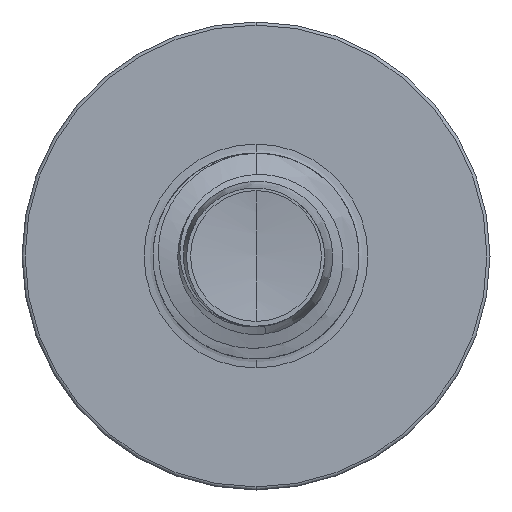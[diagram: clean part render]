
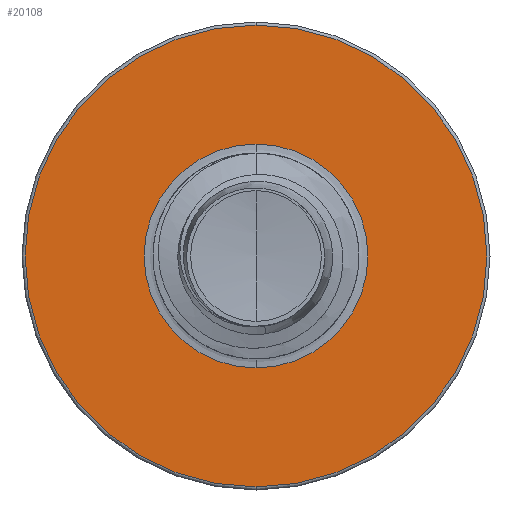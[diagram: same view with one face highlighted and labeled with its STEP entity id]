
A CAD part, front view. The second image highlights one B-rep face of the part: STEP entity #20108.
In plain terms, the highlighted planar face has unit normal (0, -1, 0).
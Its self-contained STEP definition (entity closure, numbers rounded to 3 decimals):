
#193 = CARTESIAN_POINT ( 'NONE',  ( 0., 7.5, -1.196 ) ) ;
#883 = ORIENTED_EDGE ( 'NONE', *, *, #20959, .T. ) ;
#2223 = CIRCLE ( 'NONE', #22211, 2.467 ) ;
#2458 = AXIS2_PLACEMENT_3D ( 'NONE', #7190, #7147, #7142 ) ;
#2596 = DIRECTION ( 'NONE',  ( 0., 0., 1. ) ) ;
#2606 = DIRECTION ( 'NONE',  ( 0., 1., 0. ) ) ;
#2893 = CARTESIAN_POINT ( 'NONE',  ( 0., 7.5, -1.196 ) ) ;
#3028 = PLANE ( 'NONE',  #9563 ) ;
#6277 = AXIS2_PLACEMENT_3D ( 'NONE', #11966, #11927, #11881 ) ;
#6805 = DIRECTION ( 'NONE',  ( 0., 0., 1. ) ) ;
#6837 = DIRECTION ( 'NONE',  ( 0., 1., 0. ) ) ;
#6922 = CARTESIAN_POINT ( 'NONE',  ( 0., 7.5, 0. ) ) ;
#7142 = DIRECTION ( 'NONE',  ( 0., 0., 1. ) ) ;
#7147 = DIRECTION ( 'NONE',  ( 0., 1., 0. ) ) ;
#7190 = CARTESIAN_POINT ( 'NONE',  ( 0., 7.5, 0. ) ) ;
#7375 = AXIS2_PLACEMENT_3D ( 'NONE', #6922, #6837, #6805 ) ;
#7710 = CARTESIAN_POINT ( 'NONE',  ( 0., 7.5, 1.196 ) ) ;
#8350 = ORIENTED_EDGE ( 'NONE', *, *, #20396, .F. ) ;
#9563 = AXIS2_PLACEMENT_3D ( 'NONE', #2893, #2606, #2596 ) ;
#9903 = FACE_OUTER_BOUND ( 'NONE', #19237, .T. ) ;
#11117 = CIRCLE ( 'NONE', #6277, 1.196 ) ;
#11881 = DIRECTION ( 'NONE',  ( 0., 0., 1. ) ) ;
#11893 = CARTESIAN_POINT ( 'NONE',  ( 0., 7.5, -2.467 ) ) ;
#11927 = DIRECTION ( 'NONE',  ( 0., 1., 0. ) ) ;
#11966 = CARTESIAN_POINT ( 'NONE',  ( 0., 7.5, 0. ) ) ;
#13571 = VERTEX_POINT ( 'NONE', #15649 ) ;
#14466 = CIRCLE ( 'NONE', #2458, 1.196 ) ;
#15649 = CARTESIAN_POINT ( 'NONE',  ( 0., 7.5, 2.467 ) ) ;
#16452 = DIRECTION ( 'NONE',  ( 0., 0., 1. ) ) ;
#16461 = DIRECTION ( 'NONE',  ( 0., 1., 0. ) ) ;
#16512 = CARTESIAN_POINT ( 'NONE',  ( 0., 7.5, 0. ) ) ;
#17647 = ORIENTED_EDGE ( 'NONE', *, *, #20711, .F. ) ;
#19237 = EDGE_LOOP ( 'NONE', ( #17647, #8350 ) ) ;
#19499 = ORIENTED_EDGE ( 'NONE', *, *, #21811, .T. ) ;
#19692 = VERTEX_POINT ( 'NONE', #7710 ) ;
#20108 = ADVANCED_FACE ( 'NONE', ( #9903, #21988 ), #3028, .F. ) ;
#20396 = EDGE_CURVE ( 'NONE', #22846, #13571, #2223, .T. ) ;
#20711 = EDGE_CURVE ( 'NONE', #13571, #22846, #21751, .T. ) ;
#20959 = EDGE_CURVE ( 'NONE', #23143, #19692, #11117, .T. ) ;
#21751 = CIRCLE ( 'NONE', #7375, 2.467 ) ;
#21811 = EDGE_CURVE ( 'NONE', #19692, #23143, #14466, .T. ) ;
#21988 = FACE_BOUND ( 'NONE', #22668, .T. ) ;
#22211 = AXIS2_PLACEMENT_3D ( 'NONE', #16512, #16461, #16452 ) ;
#22668 = EDGE_LOOP ( 'NONE', ( #19499, #883 ) ) ;
#22846 = VERTEX_POINT ( 'NONE', #11893 ) ;
#23143 = VERTEX_POINT ( 'NONE', #193 ) ;
